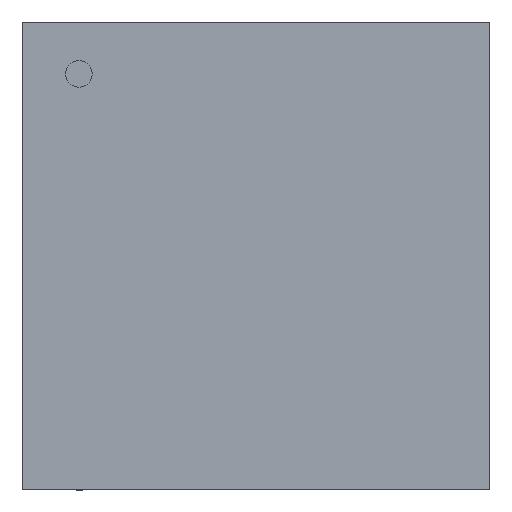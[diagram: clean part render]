
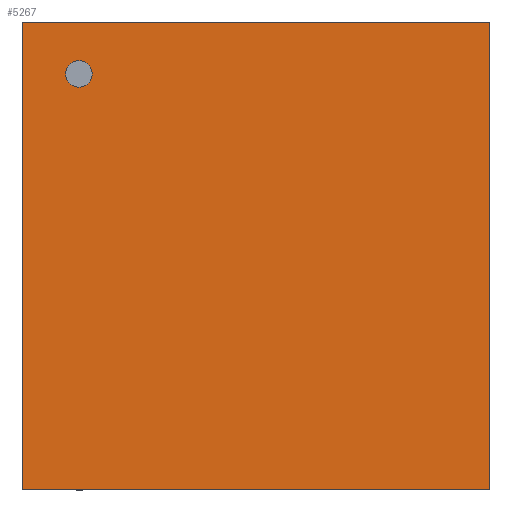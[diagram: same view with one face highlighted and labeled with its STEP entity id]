
A CAD part, front view. The second image highlights one B-rep face of the part: STEP entity #5267.
In plain terms, the highlighted planar face has unit normal (0, -1, 0).
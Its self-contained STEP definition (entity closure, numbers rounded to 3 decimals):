
#43 = CARTESIAN_POINT ( 'NONE',  ( 1.5, 0., -1.5 ) ) ;
#83 = VECTOR ( 'NONE', #9526, 1000. ) ;
#152 = CARTESIAN_POINT ( 'NONE',  ( 1.5, 0., 1.5 ) ) ;
#189 = CARTESIAN_POINT ( 'NONE',  ( -1.5, 0., -1.5 ) ) ;
#428 = LINE ( 'NONE', #152, #10317 ) ;
#611 = VECTOR ( 'NONE', #10833, 1000. ) ;
#792 = EDGE_CURVE ( 'NONE', #8059, #6280, #428, .T. ) ;
#1360 = VECTOR ( 'NONE', #7277, 1000. ) ;
#1863 = CARTESIAN_POINT ( 'NONE',  ( 1.5, 0., -1.5 ) ) ;
#1989 = DIRECTION ( 'NONE',  ( 0., 0., -1. ) ) ;
#2200 = FACE_OUTER_BOUND ( 'NONE', #6263, .T. ) ;
#2377 = VERTEX_POINT ( 'NONE', #10403 ) ;
#2942 = ORIENTED_EDGE ( 'NONE', *, *, #9847, .F. ) ;
#2948 = VERTEX_POINT ( 'NONE', #11673 ) ;
#3122 = EDGE_CURVE ( 'NONE', #6280, #3259, #9220, .T. ) ;
#3132 = DIRECTION ( 'NONE',  ( 0., 1., 0. ) ) ;
#3197 = LINE ( 'NONE', #4632, #1360 ) ;
#3259 = VERTEX_POINT ( 'NONE', #189 ) ;
#3748 = FACE_BOUND ( 'NONE', #5070, .T. ) ;
#3843 = DIRECTION ( 'NONE',  ( 0., -1., 0. ) ) ;
#3924 = CIRCLE ( 'NONE', #9022, 0.085 ) ;
#4463 = EDGE_CURVE ( 'NONE', #2377, #2948, #3924, .T. ) ;
#4632 = CARTESIAN_POINT ( 'NONE',  ( 1.5, 0., 1.5 ) ) ;
#4959 = ORIENTED_EDGE ( 'NONE', *, *, #11164, .F. ) ;
#4992 = DIRECTION ( 'NONE',  ( 0., 0., -1. ) ) ;
#5070 = EDGE_LOOP ( 'NONE', ( #7940, #2942 ) ) ;
#5267 = ADVANCED_FACE ( 'NONE', ( #3748, #2200 ), #9343, .F. ) ;
#5303 = CARTESIAN_POINT ( 'NONE',  ( 1.5, 0., 1.5 ) ) ;
#6197 = CARTESIAN_POINT ( 'NONE',  ( -1.5, 0., 1.5 ) ) ;
#6263 = EDGE_LOOP ( 'NONE', ( #4959, #8313, #7810, #9391 ) ) ;
#6276 = DIRECTION ( 'NONE',  ( 0., 0., -1. ) ) ;
#6280 = VERTEX_POINT ( 'NONE', #1863 ) ;
#6721 = CIRCLE ( 'NONE', #9913, 0.085 ) ;
#7277 = DIRECTION ( 'NONE',  ( 1., 0., 0. ) ) ;
#7810 = ORIENTED_EDGE ( 'NONE', *, *, #792, .F. ) ;
#7940 = ORIENTED_EDGE ( 'NONE', *, *, #4463, .F. ) ;
#7947 = AXIS2_PLACEMENT_3D ( 'NONE', #8604, #3132, #9424 ) ;
#8059 = VERTEX_POINT ( 'NONE', #5303 ) ;
#8313 = ORIENTED_EDGE ( 'NONE', *, *, #3122, .F. ) ;
#8604 = CARTESIAN_POINT ( 'NONE',  ( 0., 0., 0. ) ) ;
#8693 = LINE ( 'NONE', #9450, #83 ) ;
#9022 = AXIS2_PLACEMENT_3D ( 'NONE', #9676, #9716, #6276 ) ;
#9220 = LINE ( 'NONE', #43, #611 ) ;
#9232 = VERTEX_POINT ( 'NONE', #6197 ) ;
#9343 = PLANE ( 'NONE',  #7947 ) ;
#9391 = ORIENTED_EDGE ( 'NONE', *, *, #11492, .F. ) ;
#9424 = DIRECTION ( 'NONE',  ( 0., 0., 1. ) ) ;
#9450 = CARTESIAN_POINT ( 'NONE',  ( -1.5, 0., 1.5 ) ) ;
#9526 = DIRECTION ( 'NONE',  ( 0., 0., 1. ) ) ;
#9676 = CARTESIAN_POINT ( 'NONE',  ( -1.135, 0., 1.167 ) ) ;
#9716 = DIRECTION ( 'NONE',  ( 0., -1., 0. ) ) ;
#9847 = EDGE_CURVE ( 'NONE', #2948, #2377, #6721, .T. ) ;
#9913 = AXIS2_PLACEMENT_3D ( 'NONE', #10613, #3843, #4992 ) ;
#10317 = VECTOR ( 'NONE', #1989, 1000. ) ;
#10403 = CARTESIAN_POINT ( 'NONE',  ( -1.135, 0., 1.082 ) ) ;
#10613 = CARTESIAN_POINT ( 'NONE',  ( -1.135, 0., 1.167 ) ) ;
#10833 = DIRECTION ( 'NONE',  ( -1., 0., 0. ) ) ;
#11164 = EDGE_CURVE ( 'NONE', #3259, #9232, #8693, .T. ) ;
#11492 = EDGE_CURVE ( 'NONE', #9232, #8059, #3197, .T. ) ;
#11673 = CARTESIAN_POINT ( 'NONE',  ( -1.135, 0., 1.252 ) ) ;
